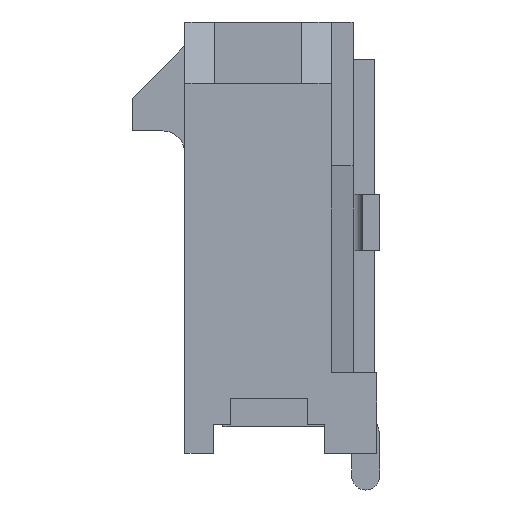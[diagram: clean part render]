
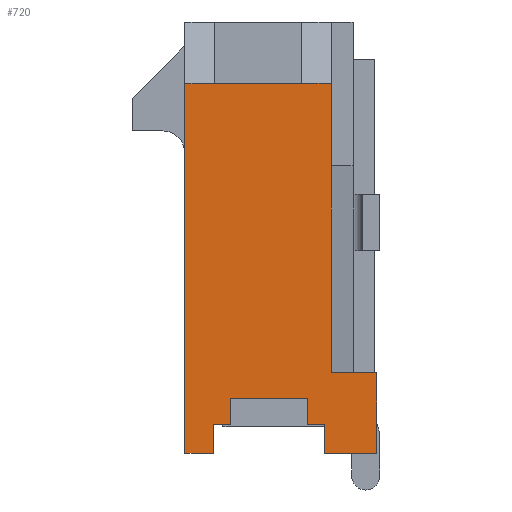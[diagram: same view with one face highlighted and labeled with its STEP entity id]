
A CAD part, left-side view. The second image highlights one B-rep face of the part: STEP entity #720.
In plain terms, the highlighted planar face has unit normal (-1, 0, 0).
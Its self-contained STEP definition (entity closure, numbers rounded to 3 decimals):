
#20 = DIRECTION ( 'NONE',  ( 0., 1., 0. ) ) ;
#495 = LINE ( 'NONE', #9609, #1381 ) ;
#545 = DIRECTION ( 'NONE',  ( 0., 0., -1. ) ) ;
#562 = EDGE_CURVE ( 'NONE', #5536, #6203, #9371, .T. ) ;
#621 = VECTOR ( 'NONE', #2051, 1000. ) ;
#668 = VERTEX_POINT ( 'NONE', #7511 ) ;
#720 = ADVANCED_FACE ( 'NONE', ( #2026 ), #9660, .F. ) ;
#734 = CARTESIAN_POINT ( 'NONE',  ( -6.325, 0.875, 0. ) ) ;
#892 = VECTOR ( 'NONE', #3739, 1000. ) ;
#1008 = DIRECTION ( 'NONE',  ( 0., 1., 0. ) ) ;
#1044 = CARTESIAN_POINT ( 'NONE',  ( -6.325, -0.75, 3.55 ) ) ;
#1057 = VERTEX_POINT ( 'NONE', #5792 ) ;
#1098 = LINE ( 'NONE', #7168, #6019 ) ;
#1153 = EDGE_CURVE ( 'NONE', #9527, #7190, #8301, .T. ) ;
#1181 = VERTEX_POINT ( 'NONE', #5495 ) ;
#1224 = VERTEX_POINT ( 'NONE', #4336 ) ;
#1268 = EDGE_LOOP ( 'NONE', ( #9632, #2833, #5482, #4298, #4506, #2924, #2269, #1423, #7274, #9566, #5917, #7255, #2551, #9350, #3390, #6425, #6633 ) ) ;
#1294 = DIRECTION ( 'NONE',  ( 0., 1., 0. ) ) ;
#1325 = CARTESIAN_POINT ( 'NONE',  ( -6.325, -1.43, 3.55 ) ) ;
#1381 = VECTOR ( 'NONE', #545, 1000. ) ;
#1388 = VERTEX_POINT ( 'NONE', #9093 ) ;
#1415 = LINE ( 'NONE', #3742, #621 ) ;
#1423 = ORIENTED_EDGE ( 'NONE', *, *, #3144, .F. ) ;
#1454 = LINE ( 'NONE', #734, #892 ) ;
#1485 = LINE ( 'NONE', #6832, #8026 ) ;
#1679 = CARTESIAN_POINT ( 'NONE',  ( -6.325, 1.93, -4.95 ) ) ;
#1890 = LINE ( 'NONE', #6207, #2184 ) ;
#1911 = DIRECTION ( 'NONE',  ( 0., 0., -1. ) ) ;
#1936 = EDGE_CURVE ( 'NONE', #1181, #1057, #4374, .T. ) ;
#2026 = FACE_OUTER_BOUND ( 'NONE', #1268, .T. ) ;
#2051 = DIRECTION ( 'NONE',  ( 0., -1., 0. ) ) ;
#2101 = CARTESIAN_POINT ( 'NONE',  ( -6.325, -0.875, -3.68 ) ) ;
#2178 = LINE ( 'NONE', #4515, #8798 ) ;
#2184 = VECTOR ( 'NONE', #1008, 1000. ) ;
#2215 = VERTEX_POINT ( 'NONE', #1325 ) ;
#2229 = DIRECTION ( 'NONE',  ( 0., 1., 0. ) ) ;
#2269 = ORIENTED_EDGE ( 'NONE', *, *, #4872, .F. ) ;
#2276 = CARTESIAN_POINT ( 'NONE',  ( -6.325, 1.25, 3.55 ) ) ;
#2363 = CARTESIAN_POINT ( 'NONE',  ( -6.325, 1.27, 0. ) ) ;
#2457 = CARTESIAN_POINT ( 'NONE',  ( -6.325, -1.43, 1.65 ) ) ;
#2551 = ORIENTED_EDGE ( 'NONE', *, *, #9334, .F. ) ;
#2721 = DIRECTION ( 'NONE',  ( 0., -1., 0. ) ) ;
#2737 = VERTEX_POINT ( 'NONE', #9238 ) ;
#2832 = DIRECTION ( 'NONE',  ( 0., 0., 1. ) ) ;
#2833 = ORIENTED_EDGE ( 'NONE', *, *, #5256, .F. ) ;
#2924 = ORIENTED_EDGE ( 'NONE', *, *, #1153, .F. ) ;
#2925 = CARTESIAN_POINT ( 'NONE',  ( -6.325, 0., 0. ) ) ;
#3003 = EDGE_CURVE ( 'NONE', #9673, #2737, #4398, .T. ) ;
#3065 = VECTOR ( 'NONE', #1294, 1000. ) ;
#3144 = EDGE_CURVE ( 'NONE', #2737, #1388, #1454, .T. ) ;
#3255 = EDGE_CURVE ( 'NONE', #6361, #1181, #2178, .T. ) ;
#3303 = CARTESIAN_POINT ( 'NONE',  ( -6.325, 1.93, 3.55 ) ) ;
#3361 = VERTEX_POINT ( 'NONE', #2276 ) ;
#3390 = ORIENTED_EDGE ( 'NONE', *, *, #562, .F. ) ;
#3440 = LINE ( 'NONE', #8084, #4089 ) ;
#3732 = VECTOR ( 'NONE', #2229, 1000. ) ;
#3739 = DIRECTION ( 'NONE',  ( 0., 0., -1. ) ) ;
#3742 = CARTESIAN_POINT ( 'NONE',  ( -6.325, 0., 3.55 ) ) ;
#4089 = VECTOR ( 'NONE', #5824, 1000. ) ;
#4286 = CARTESIAN_POINT ( 'NONE',  ( -6.325, -1.43, -3.1 ) ) ;
#4298 = ORIENTED_EDGE ( 'NONE', *, *, #7401, .F. ) ;
#4336 = CARTESIAN_POINT ( 'NONE',  ( -6.325, 1.93, -4.95 ) ) ;
#4374 = LINE ( 'NONE', #5907, #3065 ) ;
#4398 = LINE ( 'NONE', #8091, #7352 ) ;
#4506 = ORIENTED_EDGE ( 'NONE', *, *, #8332, .F. ) ;
#4515 = CARTESIAN_POINT ( 'NONE',  ( -6.325, -1.27, 0. ) ) ;
#4581 = VERTEX_POINT ( 'NONE', #3303 ) ;
#4655 = EDGE_CURVE ( 'NONE', #6203, #668, #6432, .T. ) ;
#4674 = DIRECTION ( 'NONE',  ( 0., 0., 1. ) ) ;
#4690 = EDGE_CURVE ( 'NONE', #1057, #9673, #4766, .T. ) ;
#4766 = LINE ( 'NONE', #9356, #6286 ) ;
#4872 = EDGE_CURVE ( 'NONE', #1388, #9527, #1485, .T. ) ;
#4877 = CARTESIAN_POINT ( 'NONE',  ( -6.325, 0., -3.1 ) ) ;
#4879 = VECTOR ( 'NONE', #1911, 1000. ) ;
#4956 = CARTESIAN_POINT ( 'NONE',  ( -6.325, -2.47, 0. ) ) ;
#5129 = EDGE_CURVE ( 'NONE', #8043, #5536, #495, .T. ) ;
#5164 = DIRECTION ( 'NONE',  ( 1., 0., 0. ) ) ;
#5256 = EDGE_CURVE ( 'NONE', #3361, #7473, #5944, .T. ) ;
#5277 = VECTOR ( 'NONE', #5350, 1000. ) ;
#5350 = DIRECTION ( 'NONE',  ( 0., 0., -1. ) ) ;
#5355 = CARTESIAN_POINT ( 'NONE',  ( -6.325, 1.27, -4.28 ) ) ;
#5388 = CARTESIAN_POINT ( 'NONE',  ( -6.325, -1.27, -4.95 ) ) ;
#5482 = ORIENTED_EDGE ( 'NONE', *, *, #9681, .F. ) ;
#5495 = CARTESIAN_POINT ( 'NONE',  ( -6.325, -1.27, -4.28 ) ) ;
#5536 = VERTEX_POINT ( 'NONE', #4286 ) ;
#5634 = EDGE_CURVE ( 'NONE', #2215, #8043, #1098, .T. ) ;
#5709 = DIRECTION ( 'NONE',  ( 0., 0., -1. ) ) ;
#5792 = CARTESIAN_POINT ( 'NONE',  ( -6.325, -0.875, -4.28 ) ) ;
#5824 = DIRECTION ( 'NONE',  ( 0., -1., 0. ) ) ;
#5907 = CARTESIAN_POINT ( 'NONE',  ( -6.325, 0., -4.28 ) ) ;
#5917 = ORIENTED_EDGE ( 'NONE', *, *, #1936, .F. ) ;
#5944 = LINE ( 'NONE', #9109, #8189 ) ;
#5995 = DIRECTION ( 'NONE',  ( 0., -1., 0. ) ) ;
#6019 = VECTOR ( 'NONE', #5709, 1000. ) ;
#6203 = VERTEX_POINT ( 'NONE', #8114 ) ;
#6207 = CARTESIAN_POINT ( 'NONE',  ( -6.325, 0., -4.95 ) ) ;
#6208 = AXIS2_PLACEMENT_3D ( 'NONE', #2925, #5164, #8315 ) ;
#6286 = VECTOR ( 'NONE', #9312, 1000. ) ;
#6361 = VERTEX_POINT ( 'NONE', #5388 ) ;
#6425 = ORIENTED_EDGE ( 'NONE', *, *, #5129, .F. ) ;
#6432 = LINE ( 'NONE', #4956, #4879 ) ;
#6633 = ORIENTED_EDGE ( 'NONE', *, *, #5634, .F. ) ;
#6832 = CARTESIAN_POINT ( 'NONE',  ( -6.325, 0., -4.28 ) ) ;
#7168 = CARTESIAN_POINT ( 'NONE',  ( -6.325, -1.43, 0. ) ) ;
#7190 = VERTEX_POINT ( 'NONE', #9569 ) ;
#7255 = ORIENTED_EDGE ( 'NONE', *, *, #3255, .F. ) ;
#7274 = ORIENTED_EDGE ( 'NONE', *, *, #3003, .F. ) ;
#7283 = DIRECTION ( 'NONE',  ( 0., 1., 0. ) ) ;
#7310 = VECTOR ( 'NONE', #2721, 1000. ) ;
#7352 = VECTOR ( 'NONE', #7283, 1000. ) ;
#7401 = EDGE_CURVE ( 'NONE', #1224, #4581, #8370, .T. ) ;
#7468 = CARTESIAN_POINT ( 'NONE',  ( -6.325, 0., -4.95 ) ) ;
#7473 = VERTEX_POINT ( 'NONE', #1044 ) ;
#7511 = CARTESIAN_POINT ( 'NONE',  ( -6.325, -2.47, -4.95 ) ) ;
#8026 = VECTOR ( 'NONE', #20, 1000. ) ;
#8043 = VERTEX_POINT ( 'NONE', #2457 ) ;
#8084 = CARTESIAN_POINT ( 'NONE',  ( -6.325, 0., 3.55 ) ) ;
#8091 = CARTESIAN_POINT ( 'NONE',  ( -6.325, 0., -3.68 ) ) ;
#8114 = CARTESIAN_POINT ( 'NONE',  ( -6.325, -2.47, -3.1 ) ) ;
#8177 = LINE ( 'NONE', #7468, #3732 ) ;
#8189 = VECTOR ( 'NONE', #5995, 1000. ) ;
#8301 = LINE ( 'NONE', #2363, #5277 ) ;
#8315 = DIRECTION ( 'NONE',  ( 0., 0., -1. ) ) ;
#8332 = EDGE_CURVE ( 'NONE', #7190, #1224, #8177, .T. ) ;
#8370 = LINE ( 'NONE', #1679, #9259 ) ;
#8798 = VECTOR ( 'NONE', #2832, 1000. ) ;
#9092 = EDGE_CURVE ( 'NONE', #7473, #2215, #3440, .T. ) ;
#9093 = CARTESIAN_POINT ( 'NONE',  ( -6.325, 0.875, -4.28 ) ) ;
#9109 = CARTESIAN_POINT ( 'NONE',  ( -6.325, 0., 3.55 ) ) ;
#9238 = CARTESIAN_POINT ( 'NONE',  ( -6.325, 0.875, -3.68 ) ) ;
#9259 = VECTOR ( 'NONE', #4674, 1000. ) ;
#9312 = DIRECTION ( 'NONE',  ( 0., 0., 1. ) ) ;
#9334 = EDGE_CURVE ( 'NONE', #668, #6361, #1890, .T. ) ;
#9350 = ORIENTED_EDGE ( 'NONE', *, *, #4655, .F. ) ;
#9356 = CARTESIAN_POINT ( 'NONE',  ( -6.325, -0.875, 0. ) ) ;
#9371 = LINE ( 'NONE', #4877, #7310 ) ;
#9527 = VERTEX_POINT ( 'NONE', #5355 ) ;
#9566 = ORIENTED_EDGE ( 'NONE', *, *, #4690, .F. ) ;
#9569 = CARTESIAN_POINT ( 'NONE',  ( -6.325, 1.27, -4.95 ) ) ;
#9609 = CARTESIAN_POINT ( 'NONE',  ( -6.325, -1.43, 0. ) ) ;
#9632 = ORIENTED_EDGE ( 'NONE', *, *, #9092, .F. ) ;
#9660 = PLANE ( 'NONE',  #6208 ) ;
#9673 = VERTEX_POINT ( 'NONE', #2101 ) ;
#9681 = EDGE_CURVE ( 'NONE', #4581, #3361, #1415, .T. ) ;
